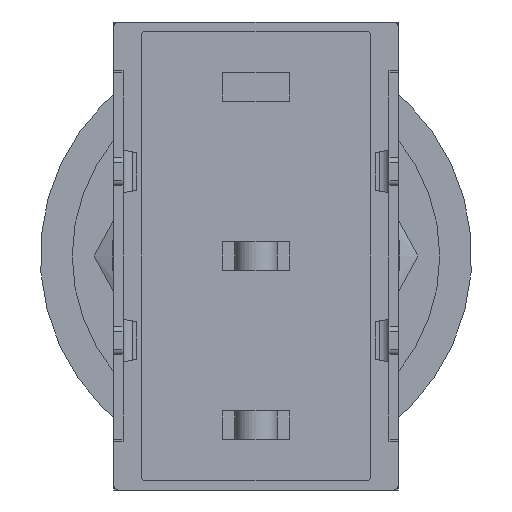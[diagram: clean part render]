
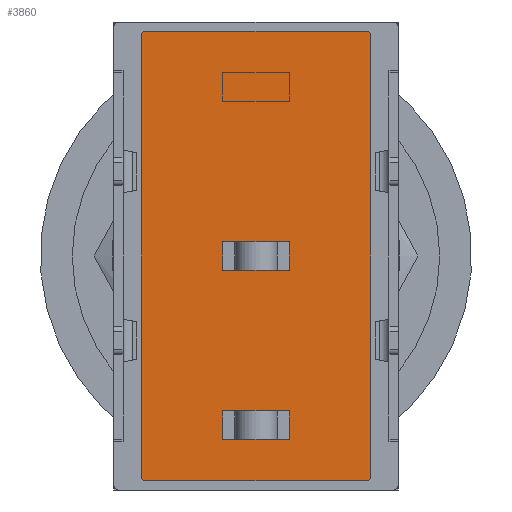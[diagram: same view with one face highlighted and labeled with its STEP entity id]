
A CAD part, front view. The second image highlights one B-rep face of the part: STEP entity #3860.
In plain terms, the highlighted planar face has unit normal (0, -1, 0).
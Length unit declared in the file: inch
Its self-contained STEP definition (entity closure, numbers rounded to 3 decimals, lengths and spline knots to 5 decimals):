
#59=LINE('',#5701,#486);
#64=LINE('',#5716,#491);
#68=LINE('',#5728,#495);
#72=LINE('',#5740,#499);
#75=LINE('',#5750,#502);
#76=LINE('',#5753,#503);
#77=LINE('',#5755,#504);
#78=LINE('',#5757,#505);
#79=LINE('',#5758,#506);
#80=LINE('',#5761,#507);
#81=LINE('',#5763,#508);
#82=LINE('',#5765,#509);
#486=VECTOR('',#4570,39.37008);
#491=VECTOR('',#4583,39.37008);
#495=VECTOR('',#4595,39.37008);
#499=VECTOR('',#4607,39.37008);
#502=VECTOR('',#4620,39.37008);
#503=VECTOR('',#4621,39.37008);
#504=VECTOR('',#4622,39.37008);
#505=VECTOR('',#4623,39.37008);
#506=VECTOR('',#4624,39.37008);
#507=VECTOR('',#4625,39.37008);
#508=VECTOR('',#4626,39.37008);
#509=VECTOR('',#4627,39.37008);
#926=PLANE('',#4222);
#1168=ORIENTED_EDGE('',*,*,#2306,.F.);
#1169=ORIENTED_EDGE('',*,*,#2307,.F.);
#1170=ORIENTED_EDGE('',*,*,#2308,.T.);
#1171=ORIENTED_EDGE('',*,*,#2309,.T.);
#1172=ORIENTED_EDGE('',*,*,#2310,.F.);
#1173=ORIENTED_EDGE('',*,*,#2311,.F.);
#1174=ORIENTED_EDGE('',*,*,#2312,.T.);
#1175=ORIENTED_EDGE('',*,*,#2313,.T.);
#1176=ORIENTED_EDGE('',*,*,#2282,.F.);
#1177=ORIENTED_EDGE('',*,*,#2304,.F.);
#1178=ORIENTED_EDGE('',*,*,#2301,.F.);
#1179=ORIENTED_EDGE('',*,*,#2298,.F.);
#1180=ORIENTED_EDGE('',*,*,#2295,.F.);
#1181=ORIENTED_EDGE('',*,*,#2292,.F.);
#1182=ORIENTED_EDGE('',*,*,#2289,.F.);
#1183=ORIENTED_EDGE('',*,*,#2286,.F.);
#2282=EDGE_CURVE('',#2860,#2861,#59,.T.);
#2286=EDGE_CURVE('',#2861,#2864,#3244,.T.);
#2289=EDGE_CURVE('',#2864,#2866,#64,.T.);
#2292=EDGE_CURVE('',#2866,#2868,#3246,.T.);
#2295=EDGE_CURVE('',#2868,#2870,#68,.T.);
#2298=EDGE_CURVE('',#2870,#2872,#3248,.T.);
#2301=EDGE_CURVE('',#2872,#2874,#72,.T.);
#2304=EDGE_CURVE('',#2874,#2860,#3250,.T.);
#2306=EDGE_CURVE('',#2876,#2877,#75,.T.);
#2307=EDGE_CURVE('',#2878,#2876,#76,.T.);
#2308=EDGE_CURVE('',#2878,#2879,#77,.T.);
#2309=EDGE_CURVE('',#2879,#2877,#78,.T.);
#2310=EDGE_CURVE('',#2880,#2881,#79,.T.);
#2311=EDGE_CURVE('',#2882,#2880,#80,.T.);
#2312=EDGE_CURVE('',#2882,#2883,#81,.T.);
#2313=EDGE_CURVE('',#2883,#2881,#82,.T.);
#2860=VERTEX_POINT('',#5702);
#2861=VERTEX_POINT('',#5703);
#2864=VERTEX_POINT('',#5711);
#2866=VERTEX_POINT('',#5717);
#2868=VERTEX_POINT('',#5723);
#2870=VERTEX_POINT('',#5729);
#2872=VERTEX_POINT('',#5735);
#2874=VERTEX_POINT('',#5741);
#2876=VERTEX_POINT('',#5751);
#2877=VERTEX_POINT('',#5752);
#2878=VERTEX_POINT('',#5754);
#2879=VERTEX_POINT('',#5756);
#2880=VERTEX_POINT('',#5759);
#2881=VERTEX_POINT('',#5760);
#2882=VERTEX_POINT('',#5762);
#2883=VERTEX_POINT('',#5764);
#3244=CIRCLE('',#4207,0.00512);
#3246=CIRCLE('',#4211,0.00512);
#3248=CIRCLE('',#4215,0.00512);
#3250=CIRCLE('',#4219,0.00512);
#3380=EDGE_LOOP('',(#1168,#1169,#1170,#1171));
#3381=EDGE_LOOP('',(#1172,#1173,#1174,#1175));
#3382=EDGE_LOOP('',(#1176,#1177,#1178,#1179,#1180,#1181,#1182,#1183));
#3620=FACE_BOUND('',#3380,.T.);
#3621=FACE_BOUND('',#3381,.T.);
#3622=FACE_BOUND('',#3382,.T.);
#3860=ADVANCED_FACE('',(#3620,#3621,#3622),#926,.F.);
#4207=AXIS2_PLACEMENT_3D('',#5710,#4576,#4577);
#4211=AXIS2_PLACEMENT_3D('',#5722,#4588,#4589);
#4215=AXIS2_PLACEMENT_3D('',#5734,#4600,#4601);
#4219=AXIS2_PLACEMENT_3D('',#5746,#4612,#4613);
#4222=AXIS2_PLACEMENT_3D('',#5749,#4618,#4619);
#4570=DIRECTION('',(0.,0.,1.));
#4576=DIRECTION('',(0.,1.,0.));
#4577=DIRECTION('',(1.,0.,0.));
#4583=DIRECTION('',(1.,0.,0.));
#4588=DIRECTION('',(0.,1.,0.));
#4589=DIRECTION('',(1.,0.,0.));
#4595=DIRECTION('',(0.,0.,-1.));
#4600=DIRECTION('',(0.,1.,0.));
#4601=DIRECTION('',(1.,0.,0.));
#4607=DIRECTION('',(-1.,0.,0.));
#4612=DIRECTION('',(0.,1.,0.));
#4613=DIRECTION('',(1.,0.,0.));
#4618=DIRECTION('',(0.,1.,0.));
#4619=DIRECTION('',(0.,0.,1.));
#4620=DIRECTION('',(0.,0.,-1.));
#4621=DIRECTION('',(-1.,0.,0.));
#4622=DIRECTION('',(0.,0.,-1.));
#4623=DIRECTION('',(-1.,0.,0.));
#4624=DIRECTION('',(0.,0.,-1.));
#4625=DIRECTION('',(-1.,0.,0.));
#4626=DIRECTION('',(0.,0.,-1.));
#4627=DIRECTION('',(-1.,0.,0.));
#5701=CARTESIAN_POINT('',(-0.1255,0.,-0.24088));
#5702=CARTESIAN_POINT('',(-0.1255,0.,-0.24088));
#5703=CARTESIAN_POINT('',(-0.1255,0.,0.24088));
#5710=CARTESIAN_POINT('',(-0.12038,0.,0.24088));
#5711=CARTESIAN_POINT('',(-0.12038,0.,0.246));
#5716=CARTESIAN_POINT('',(-0.12038,0.,0.246));
#5717=CARTESIAN_POINT('',(0.12038,0.,0.246));
#5722=CARTESIAN_POINT('',(0.12038,0.,0.24088));
#5723=CARTESIAN_POINT('',(0.1255,0.,0.24088));
#5728=CARTESIAN_POINT('',(0.1255,0.,0.24088));
#5729=CARTESIAN_POINT('',(0.1255,0.,-0.24088));
#5734=CARTESIAN_POINT('',(0.12038,0.,-0.24088));
#5735=CARTESIAN_POINT('',(0.12038,0.,-0.246));
#5740=CARTESIAN_POINT('',(0.12038,0.,-0.246));
#5741=CARTESIAN_POINT('',(-0.12038,0.,-0.246));
#5746=CARTESIAN_POINT('',(-0.12038,0.,-0.24088));
#5749=CARTESIAN_POINT('',(-0.12038,0.,0.24088));
#5750=CARTESIAN_POINT('',(-0.0365,0.,0.0155));
#5751=CARTESIAN_POINT('',(-0.0365,0.,0.0155));
#5752=CARTESIAN_POINT('',(-0.0365,0.,-0.0155));
#5753=CARTESIAN_POINT('',(0.0365,0.,0.0155));
#5754=CARTESIAN_POINT('',(0.0365,0.,0.0155));
#5755=CARTESIAN_POINT('',(0.0365,0.,0.0155));
#5756=CARTESIAN_POINT('',(0.0365,0.,-0.0155));
#5757=CARTESIAN_POINT('',(0.0365,0.,-0.0155));
#5758=CARTESIAN_POINT('',(-0.0365,0.,-0.1695));
#5759=CARTESIAN_POINT('',(-0.0365,0.,-0.1695));
#5760=CARTESIAN_POINT('',(-0.0365,0.,-0.2005));
#5761=CARTESIAN_POINT('',(0.0365,0.,-0.1695));
#5762=CARTESIAN_POINT('',(0.0365,0.,-0.1695));
#5763=CARTESIAN_POINT('',(0.0365,0.,-0.1695));
#5764=CARTESIAN_POINT('',(0.0365,0.,-0.2005));
#5765=CARTESIAN_POINT('',(0.0365,0.,-0.2005));
